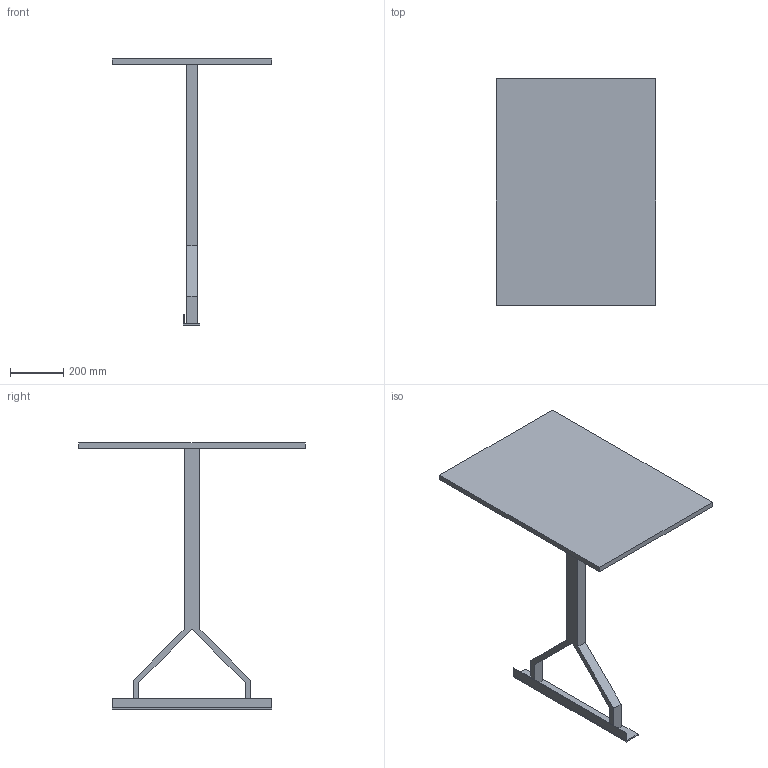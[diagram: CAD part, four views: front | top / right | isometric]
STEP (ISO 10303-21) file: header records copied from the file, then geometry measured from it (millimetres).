
FILE_DESCRIPTION(('CATIA V5 STEP Exchange'),'2;1');
FILE_NAME('masakuka.stp','2022-03-03T12:46:51+00:00',('none'),('none'),'CATIA Version 5-6 Release 2017','CATIA V5 STEP AP203','none');
FILE_SCHEMA(('CONFIG_CONTROL_DESIGN'));
Length unit declared in the file: millimetre
Products named in the file (1): masakuka
Bounding box: 600 x 850 x 1000 mm (x, y, z)
Volume: 12662080.9 mm3; surface area: 1423321.2 mm2
Topology: 1 solids, 1 shells, 27 faces, 72 edges, 48 vertices
Faces by surface type: plane 27
Entity records: 871 total; most frequent: CARTESIAN_POINT 148, ORIENTED_EDGE 144, DIRECTION 126, VECTOR 72, EDGE_CURVE 72, LINE 72, VERTEX_POINT 48, EDGE_LOOP 30
